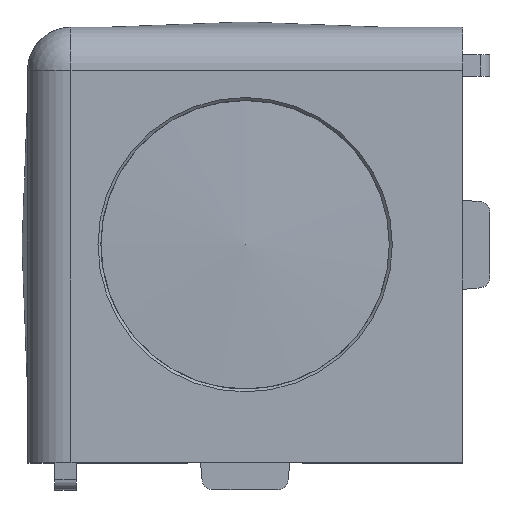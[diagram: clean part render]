
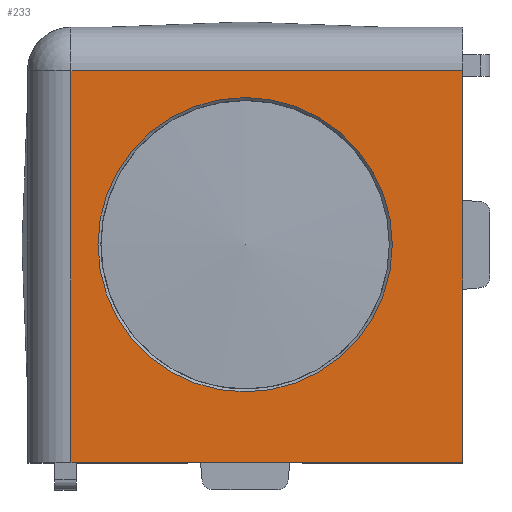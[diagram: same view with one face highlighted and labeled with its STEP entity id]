
A CAD part, top view. The second image highlights one B-rep face of the part: STEP entity #233.
In plain terms, the highlighted planar face has unit normal (0, 0, 1).
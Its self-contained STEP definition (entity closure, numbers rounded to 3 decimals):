
#233 = ADVANCED_FACE( '', ( #390, #391 ), #392, .T. );
#390 = FACE_BOUND( '', #627, .T. );
#391 = FACE_OUTER_BOUND( '', #628, .T. );
#392 = PLANE( '', #629 );
#627 = EDGE_LOOP( '', ( #1075 ) );
#628 = EDGE_LOOP( '', ( #1076, #1077, #1078, #1079 ) );
#629 = AXIS2_PLACEMENT_3D( '', #1080, #1081, #1082 );
#1075 = ORIENTED_EDGE( '', *, *, #1661, .T. );
#1076 = ORIENTED_EDGE( '', *, *, #1662, .T. );
#1077 = ORIENTED_EDGE( '', *, *, #1663, .T. );
#1078 = ORIENTED_EDGE( '', *, *, #1587, .T. );
#1079 = ORIENTED_EDGE( '', *, *, #1664, .F. );
#1080 = CARTESIAN_POINT( '', ( -40., 20., 20. ) );
#1081 = DIRECTION( '', ( 0., 0., 1. ) );
#1082 = DIRECTION( '', ( 1., 0., 0. ) );
#1587 = EDGE_CURVE( '', #1861, #1859, #1862, .T. );
#1661 = EDGE_CURVE( '', #1984, #1984, #1985, .F. );
#1662 = EDGE_CURVE( '', #1986, #1987, #1988, .F. );
#1663 = EDGE_CURVE( '', #1987, #1861, #1989, .T. );
#1664 = EDGE_CURVE( '', #1986, #1859, #1990, .T. );
#1859 = VERTEX_POINT( '', #2444 );
#1861 = VERTEX_POINT( '', #2447 );
#1862 = LINE( '', #2448, #2449 );
#1984 = VERTEX_POINT( '', #2624 );
#1985 = CIRCLE( '', #2625, 13.525 );
#1986 = VERTEX_POINT( '', #2626 );
#1987 = VERTEX_POINT( '', #2627 );
#1988 = LINE( '', #2628, #2629 );
#1989 = LINE( '', #2630, #2631 );
#1990 = LINE( '', #2632, #2633 );
#2444 = CARTESIAN_POINT( '', ( 0., -20., 20. ) );
#2447 = CARTESIAN_POINT( '', ( -36., -20., 20. ) );
#2448 = CARTESIAN_POINT( '', ( -40., -20., 20. ) );
#2449 = VECTOR( '', #3251, 1000. );
#2624 = CARTESIAN_POINT( '', ( -6.475, 0., 20. ) );
#2625 = AXIS2_PLACEMENT_3D( '', #3365, #3366, #3367 );
#2626 = CARTESIAN_POINT( '', ( 0., 16., 20. ) );
#2627 = CARTESIAN_POINT( '', ( -36., 16., 20. ) );
#2628 = CARTESIAN_POINT( '', ( -40., 16., 20. ) );
#2629 = VECTOR( '', #3368, 1000. );
#2630 = CARTESIAN_POINT( '', ( -36., -20., 20. ) );
#2631 = VECTOR( '', #3369, 1000. );
#2632 = CARTESIAN_POINT( '', ( 0., 20., 20. ) );
#2633 = VECTOR( '', #3370, 1000. );
#3251 = DIRECTION( '', ( 1., 0., 0. ) );
#3365 = CARTESIAN_POINT( '', ( -20., 0., 20. ) );
#3366 = DIRECTION( '', ( 0., 0., 1. ) );
#3367 = DIRECTION( '', ( 1., 0., 0. ) );
#3368 = DIRECTION( '', ( 1., 0., 0. ) );
#3369 = DIRECTION( '', ( 0., -1., 0. ) );
#3370 = DIRECTION( '', ( 0., -1., 0. ) );
